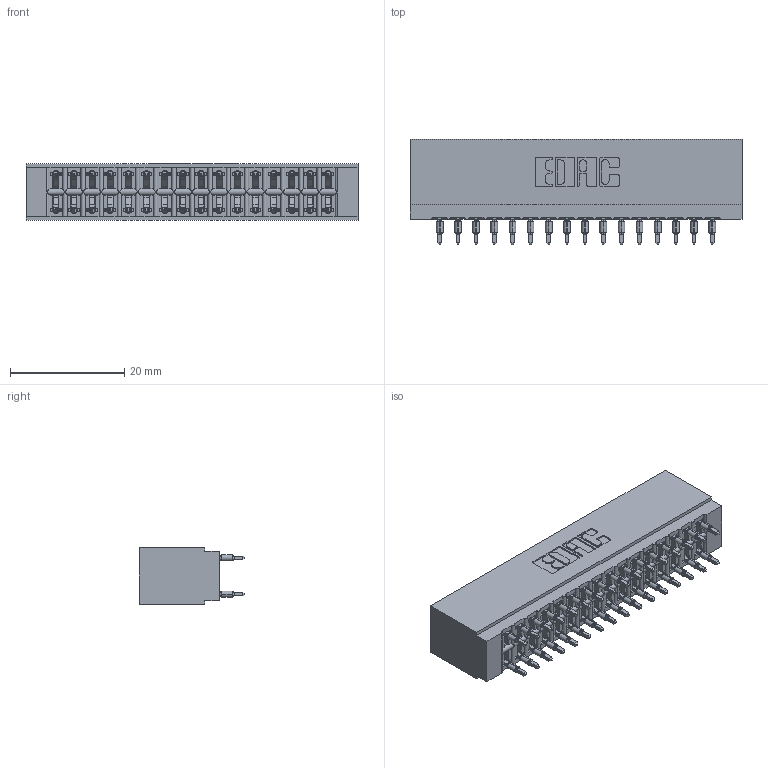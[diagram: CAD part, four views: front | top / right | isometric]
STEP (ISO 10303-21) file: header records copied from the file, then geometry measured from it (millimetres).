
FILE_DESCRIPTION (( 'STEP AP203' ), '1' );
FILE_NAME ('726-032-520-201.STEP', '2020-05-28T05:25:02', ( '' ), ( '' ), 'SwSTEP 2.0', 'SolidWorks 2020', '' );
FILE_SCHEMA (( 'CONFIG_CONTROL_DESIGN' ));
Length unit declared in the file: inch
Products named in the file (3): 726-032-520-201; 746-292-001_520; 726 Part_.515 Slot Depth - 01
Assembly tree (33 placements, depth 2):
  726-032-520-201
    726 Part_.515 Slot Depth - 01
    746-292-001_520  x32
Bounding box: 58.04 x 18.4 x 9.91 mm (x, y, z)
Volume: 5450.9 mm3; surface area: 8484.9 mm2
Topology: 33 solids, 33 shells, 2961 faces, 8135 edges, 5183 vertices
Faces by surface type: plane 1527, bspline 640, cylinder 602, torus 192
Entity records: 28363 total; most frequent: CARTESIAN_POINT 5865, ORIENTED_EDGE 4800, DIRECTION 4052, EDGE_CURVE 2400, VECTOR 2056, LINE 2056, VERTEX_POINT 1587, AXIS2_PLACEMENT_3D 998
